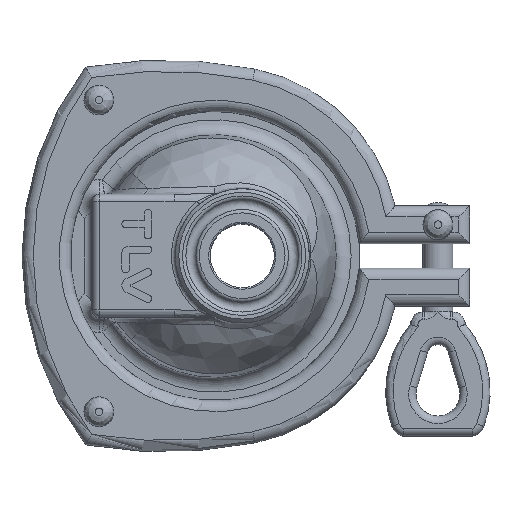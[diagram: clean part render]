
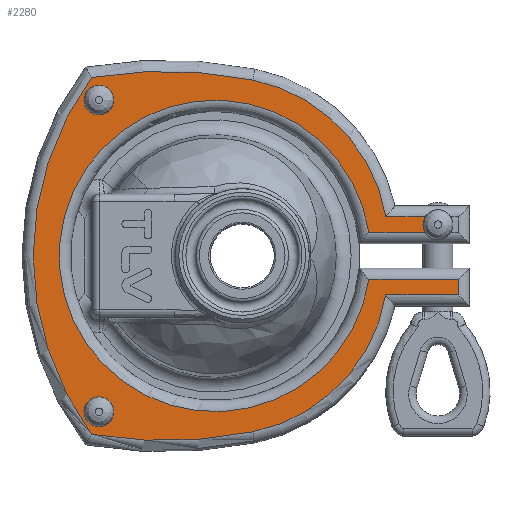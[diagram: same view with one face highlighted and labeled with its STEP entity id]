
A CAD part, top view. The second image highlights one B-rep face of the part: STEP entity #2280.
In plain terms, the highlighted planar face has unit normal (0, 0, 1).
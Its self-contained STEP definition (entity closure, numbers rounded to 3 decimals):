
#2088=CARTESIAN_POINT('',(56.343,10.46,9.5));
#2089=VERTEX_POINT('',#2088);
#2097=CARTESIAN_POINT('',(56.343,6.3,9.5));
#2098=VERTEX_POINT('',#2097);
#2099=CARTESIAN_POINT('',(59.76,8.38,9.5));
#2100=DIRECTION('',(0.0,0.0,-1.0));
#2101=DIRECTION('',(-1.0,0.0,0.0));
#2102=AXIS2_PLACEMENT_3D('',#2099,#2100,#2101);
#2103=CIRCLE('',#2102,4.);
#2104=EDGE_CURVE('',#2098,#2089,#2103,.T.);
#2158=CARTESIAN_POINT('',(4.388,25.671,9.5));
#2159=DIRECTION('',(0.0,0.0,1.0));
#2160=DIRECTION('',(1.0,0.0,0.0));
#2161=AXIS2_PLACEMENT_3D('',#2158,#2159,#2160);
#2162=PLANE('',#2161);
#2163=ORIENTED_EDGE('',*,*,#2104,.T.);
#2164=CARTESIAN_POINT('',(45.799,10.46,9.5));
#2165=VERTEX_POINT('',#2164);
#2166=CARTESIAN_POINT('',(45.799,10.46,9.5));
#2167=DIRECTION('',(1.0,0.0,0.0));
#2168=VECTOR('',#2167,10.544);
#2169=LINE('',#2166,#2168);
#2170=EDGE_CURVE('',#2165,#2089,#2169,.T.);
#2171=ORIENTED_EDGE('',*,*,#2170,.F.);
#2172=CARTESIAN_POINT('',(10.116,47.166,9.5));
#2173=VERTEX_POINT('',#2172);
#2174=CARTESIAN_POINT('',(1.193,2.794,9.5));
#2175=DIRECTION('',(0.0,0.0,-1.0));
#2176=DIRECTION('',(0.698,0.716,0.0));
#2177=AXIS2_PLACEMENT_3D('',#2174,#2175,#2176);
#2178=CIRCLE('',#2177,45.26);
#2179=EDGE_CURVE('',#2173,#2165,#2178,.T.);
#2180=ORIENTED_EDGE('',*,*,#2179,.F.);
#2181=CARTESIAN_POINT('',(-33.05,47.853,9.5));
#2182=VERTEX_POINT('',#2181);
#2183=CARTESIAN_POINT('',(-13.328,-69.42,9.5));
#2184=DIRECTION('',(0.0,0.0,-1.0));
#2185=DIRECTION('',(0.011,1.,0.0));
#2186=AXIS2_PLACEMENT_3D('',#2183,#2184,#2185);
#2187=CIRCLE('',#2186,118.92);
#2188=EDGE_CURVE('',#2182,#2173,#2187,.T.);
#2189=ORIENTED_EDGE('',*,*,#2188,.F.);
#2190=CARTESIAN_POINT('',(-33.05,-47.853,9.5));
#2191=VERTEX_POINT('',#2190);
#2192=CARTESIAN_POINT('',(32.08,0.0,9.5));
#2193=DIRECTION('',(0.0,0.0,-1.0));
#2194=DIRECTION('',(-1.0,0.0,0.0));
#2195=AXIS2_PLACEMENT_3D('',#2192,#2193,#2194);
#2196=CIRCLE('',#2195,80.82);
#2197=EDGE_CURVE('',#2191,#2182,#2196,.T.);
#2198=ORIENTED_EDGE('',*,*,#2197,.F.);
#2199=CARTESIAN_POINT('',(10.116,-47.166,9.5));
#2200=VERTEX_POINT('',#2199);
#2201=CARTESIAN_POINT('',(-13.328,69.42,9.5));
#2202=DIRECTION('',(0.0,0.0,-1.0));
#2203=DIRECTION('',(0.011,-1.,0.0));
#2204=AXIS2_PLACEMENT_3D('',#2201,#2202,#2203);
#2205=CIRCLE('',#2204,118.92);
#2206=EDGE_CURVE('',#2200,#2191,#2205,.T.);
#2207=ORIENTED_EDGE('',*,*,#2206,.F.);
#2208=CARTESIAN_POINT('',(45.799,-10.46,9.5));
#2209=VERTEX_POINT('',#2208);
#2210=CARTESIAN_POINT('',(1.193,-2.794,9.5));
#2211=DIRECTION('',(0.0,0.0,-1.0));
#2212=DIRECTION('',(0.698,-0.716,0.0));
#2213=AXIS2_PLACEMENT_3D('',#2210,#2211,#2212);
#2214=CIRCLE('',#2213,45.26);
#2215=EDGE_CURVE('',#2209,#2200,#2214,.T.);
#2216=ORIENTED_EDGE('',*,*,#2215,.F.);
#2217=CARTESIAN_POINT('',(65.26,-10.46,9.5));
#2218=VERTEX_POINT('',#2217);
#2219=CARTESIAN_POINT('',(65.26,-10.46,9.5));
#2220=DIRECTION('',(-1.0,0.0,0.0));
#2221=VECTOR('',#2220,19.461);
#2222=LINE('',#2219,#2221);
#2223=EDGE_CURVE('',#2218,#2209,#2222,.T.);
#2224=ORIENTED_EDGE('',*,*,#2223,.F.);
#2225=CARTESIAN_POINT('',(65.26,-6.3,9.5));
#2226=VERTEX_POINT('',#2225);
#2227=CARTESIAN_POINT('',(65.26,-6.3,9.5));
#2228=DIRECTION('',(0.0,-1.0,0.0));
#2229=VECTOR('',#2228,4.16);
#2230=LINE('',#2227,#2229);
#2231=EDGE_CURVE('',#2226,#2218,#2230,.T.);
#2232=ORIENTED_EDGE('',*,*,#2231,.F.);
#2233=CARTESIAN_POINT('',(41.272,-6.3,9.5));
#2234=VERTEX_POINT('',#2233);
#2235=CARTESIAN_POINT('',(41.272,-6.3,9.5));
#2236=DIRECTION('',(1.0,0.0,0.0));
#2237=VECTOR('',#2236,23.988);
#2238=LINE('',#2235,#2237);
#2239=EDGE_CURVE('',#2234,#2226,#2238,.T.);
#2240=ORIENTED_EDGE('',*,*,#2239,.F.);
#2241=CARTESIAN_POINT('',(41.272,6.3,9.5));
#2242=VERTEX_POINT('',#2241);
#2243=CARTESIAN_POINT('',(0.,0.,9.5));
#2244=DIRECTION('',(0.0,0.0,1.0));
#2245=DIRECTION('',(-1.0,0.0,0.0));
#2246=AXIS2_PLACEMENT_3D('',#2243,#2244,#2245);
#2247=CIRCLE('',#2246,41.75);
#2248=EDGE_CURVE('',#2242,#2234,#2247,.T.);
#2249=ORIENTED_EDGE('',*,*,#2248,.F.);
#2250=CARTESIAN_POINT('',(56.343,6.3,9.5));
#2251=DIRECTION('',(-1.0,0.0,0.0));
#2252=VECTOR('',#2251,15.071);
#2253=LINE('',#2250,#2252);
#2254=EDGE_CURVE('',#2098,#2242,#2253,.T.);
#2255=ORIENTED_EDGE('',*,*,#2254,.F.);
#2256=EDGE_LOOP('',(#2163,#2171,#2180,#2189,#2198,#2207,#2216,#2224,#2232,#2240,#2249,#2255));
#2257=FACE_OUTER_BOUND('',#2256,.T.);
#2258=CARTESIAN_POINT('',(-27.13,41.79,9.5));
#2259=VERTEX_POINT('',#2258);
#2260=CARTESIAN_POINT('',(-31.13,41.79,9.5));
#2261=DIRECTION('',(0.0,0.0,-1.0));
#2262=DIRECTION('',(-1.0,0.0,0.0));
#2263=AXIS2_PLACEMENT_3D('',#2260,#2261,#2262);
#2264=CIRCLE('',#2263,4.);
#2265=EDGE_CURVE('',#2259,#2259,#2264,.T.);
#2266=ORIENTED_EDGE('',*,*,#2265,.T.);
#2267=EDGE_LOOP('',(#2266));
#2268=FACE_BOUND('',#2267,.T.);
#2269=CARTESIAN_POINT('',(-27.13,-41.79,9.5));
#2270=VERTEX_POINT('',#2269);
#2271=CARTESIAN_POINT('',(-31.13,-41.79,9.5));
#2272=DIRECTION('',(0.0,0.0,1.0));
#2273=DIRECTION('',(-1.0,0.0,0.0));
#2274=AXIS2_PLACEMENT_3D('',#2271,#2272,#2273);
#2275=CIRCLE('',#2274,4.);
#2276=EDGE_CURVE('',#2270,#2270,#2275,.T.);
#2277=ORIENTED_EDGE('',*,*,#2276,.F.);
#2278=EDGE_LOOP('',(#2277));
#2279=FACE_BOUND('',#2278,.T.);
#2280=ADVANCED_FACE('',(#2257,#2268,#2279),#2162,.T.);
